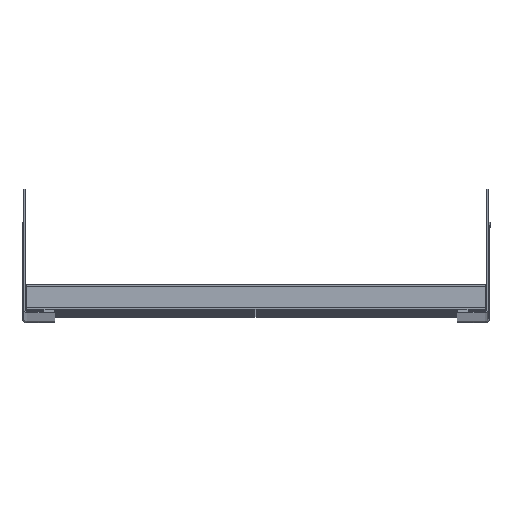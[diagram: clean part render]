
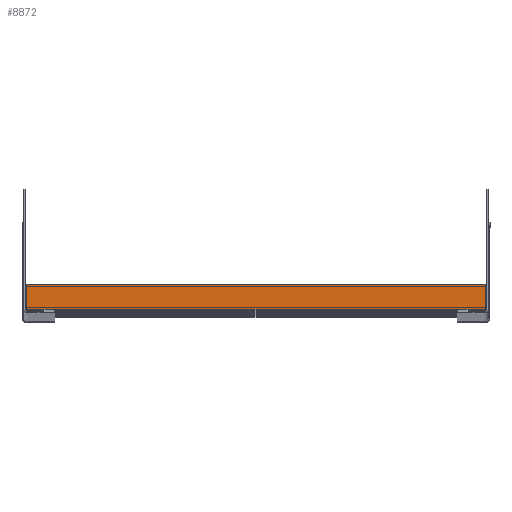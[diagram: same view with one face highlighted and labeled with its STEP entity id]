
A CAD part, top view. The second image highlights one B-rep face of the part: STEP entity #8872.
In plain terms, the highlighted planar face has unit normal (0, 0, 1).
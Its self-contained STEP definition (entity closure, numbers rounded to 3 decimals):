
#1285 = CARTESIAN_POINT ( 'NONE',  ( -284.5, -19.309, 1377.21 ) ) ;
#1290 = CARTESIAN_POINT ( 'NONE',  ( -296., -19.309, 1377.21 ) ) ;
#1291 = CARTESIAN_POINT ( 'NONE',  ( 1., -3.309, 1377.21 ) ) ;
#1293 = CARTESIAN_POINT ( 'NONE',  ( -296., -3.309, 1377.21 ) ) ;
#1311 = CARTESIAN_POINT ( 'NONE',  ( -277.7, -19.309, 1377.21 ) ) ;
#1312 = CARTESIAN_POINT ( 'NONE',  ( 1., -19.309, 1377.21 ) ) ;
#1406 = CARTESIAN_POINT ( 'NONE',  ( -10.5, -19.309, 1377.21 ) ) ;
#1409 = CARTESIAN_POINT ( 'NONE',  ( -17.3, -19.309, 1377.21 ) ) ;
#1542 = CARTESIAN_POINT ( 'NONE',  ( 1., -19.309, 1377.21 ) ) ;
#1544 = DIRECTION ( 'NONE',  ( -1., 0., 0. ) ) ;
#1550 = DIRECTION ( 'NONE',  ( -1., 0., 0. ) ) ;
#1551 = CARTESIAN_POINT ( 'NONE',  ( 1., -19.309, 1377.21 ) ) ;
#1553 = DIRECTION ( 'NONE',  ( -1., 0., 0. ) ) ;
#1812 = ORIENTED_EDGE ( 'NONE', *, *, #6256, .F. ) ;
#1813 = ORIENTED_EDGE ( 'NONE', *, *, #6241, .F. ) ;
#1815 = ORIENTED_EDGE ( 'NONE', *, *, #6257, .T. ) ;
#1816 = ORIENTED_EDGE ( 'NONE', *, *, #4592, .F. ) ;
#1819 = ORIENTED_EDGE ( 'NONE', *, *, #4588, .F. ) ;
#1821 = ORIENTED_EDGE ( 'NONE', *, *, #4591, .F. ) ;
#1823 = ORIENTED_EDGE ( 'NONE', *, *, #6258, .T. ) ;
#1824 = ORIENTED_EDGE ( 'NONE', *, *, #6254, .T. ) ;
#2474 = VERTEX_POINT ( 'NONE', #1406 ) ;
#2477 = VERTEX_POINT ( 'NONE', #1409 ) ;
#3161 = EDGE_LOOP ( 'NONE', ( #1812, #1813, #1815, #1816, #1819, #1821, #1823, #1824 ) ) ;
#3511 = LINE ( 'NONE', #4920, #3518 ) ;
#3518 = VECTOR ( 'NONE', #1544, 1000. ) ;
#3519 = LINE ( 'NONE', #1542, #3524 ) ;
#3523 = LINE ( 'NONE', #1551, #3526 ) ;
#3524 = VECTOR ( 'NONE', #1550, 1000. ) ;
#3526 = VECTOR ( 'NONE', #1553, 1000. ) ;
#4151 = VERTEX_POINT ( 'NONE', #1311 ) ;
#4152 = VERTEX_POINT ( 'NONE', #1312 ) ;
#4209 = VERTEX_POINT ( 'NONE', #1285 ) ;
#4214 = VERTEX_POINT ( 'NONE', #1290 ) ;
#4215 = VERTEX_POINT ( 'NONE', #1291 ) ;
#4217 = VERTEX_POINT ( 'NONE', #1293 ) ;
#4535 = CARTESIAN_POINT ( 'NONE',  ( 1., -19.309, 1377.21 ) ) ;
#4537 = DIRECTION ( 'NONE',  ( -1., 0., 0. ) ) ;
#4588 = EDGE_CURVE ( 'NONE', #2474, #2477, #3511, .T. ) ;
#4591 = EDGE_CURVE ( 'NONE', #4152, #2474, #3519, .T. ) ;
#4592 = EDGE_CURVE ( 'NONE', #2477, #4151, #3523, .T. ) ;
#4920 = CARTESIAN_POINT ( 'NONE',  ( 1., -19.309, 1377.21 ) ) ;
#5377 = LINE ( 'NONE', #4535, #5380 ) ;
#5380 = VECTOR ( 'NONE', #4537, 1000. ) ;
#5403 = LINE ( 'NONE', #5896, #5406 ) ;
#5406 = VECTOR ( 'NONE', #5898, 1000. ) ;
#5407 = LINE ( 'NONE', #5900, #5410 ) ;
#5409 = LINE ( 'NONE', #5902, #5412 ) ;
#5410 = VECTOR ( 'NONE', #5901, 1000. ) ;
#5411 = LINE ( 'NONE', #5904, #5414 ) ;
#5412 = VECTOR ( 'NONE', #5903, 1000. ) ;
#5414 = VECTOR ( 'NONE', #5905, 1000. ) ;
#5896 = CARTESIAN_POINT ( 'NONE',  ( 1., -3.309, 1377.21 ) ) ;
#5898 = DIRECTION ( 'NONE',  ( -1., 0., 0. ) ) ;
#5900 = CARTESIAN_POINT ( 'NONE',  ( -296., -19.309, 1377.21 ) ) ;
#5901 = DIRECTION ( 'NONE',  ( 0., 1., 0. ) ) ;
#5902 = CARTESIAN_POINT ( 'NONE',  ( 1., -19.309, 1377.21 ) ) ;
#5903 = DIRECTION ( 'NONE',  ( 1., 0., 0. ) ) ;
#5904 = CARTESIAN_POINT ( 'NONE',  ( 1., -19.309, 1377.21 ) ) ;
#5905 = DIRECTION ( 'NONE',  ( 0., 1., 0. ) ) ;
#6241 = EDGE_CURVE ( 'NONE', #4209, #4214, #5377, .T. ) ;
#6254 = EDGE_CURVE ( 'NONE', #4215, #4217, #5403, .T. ) ;
#6256 = EDGE_CURVE ( 'NONE', #4214, #4217, #5407, .T. ) ;
#6257 = EDGE_CURVE ( 'NONE', #4209, #4151, #5409, .T. ) ;
#6258 = EDGE_CURVE ( 'NONE', #4152, #4215, #5411, .T. ) ;
#6571 = CARTESIAN_POINT ( 'NONE',  ( 1., -19.309, 1377.21 ) ) ;
#6575 = PLANE ( 'NONE',  #7601 ) ;
#6577 = DIRECTION ( 'NONE',  ( 0., 0., 1. ) ) ;
#6578 = DIRECTION ( 'NONE',  ( 0., -1., 0. ) ) ;
#7601 = AXIS2_PLACEMENT_3D ( 'NONE', #6571, #6577, #6578 ) ;
#8766 = FACE_OUTER_BOUND ( 'NONE', #3161, .T. ) ;
#8872 = ADVANCED_FACE ( 'NONE', ( #8766 ), #6575, .T. ) ;
